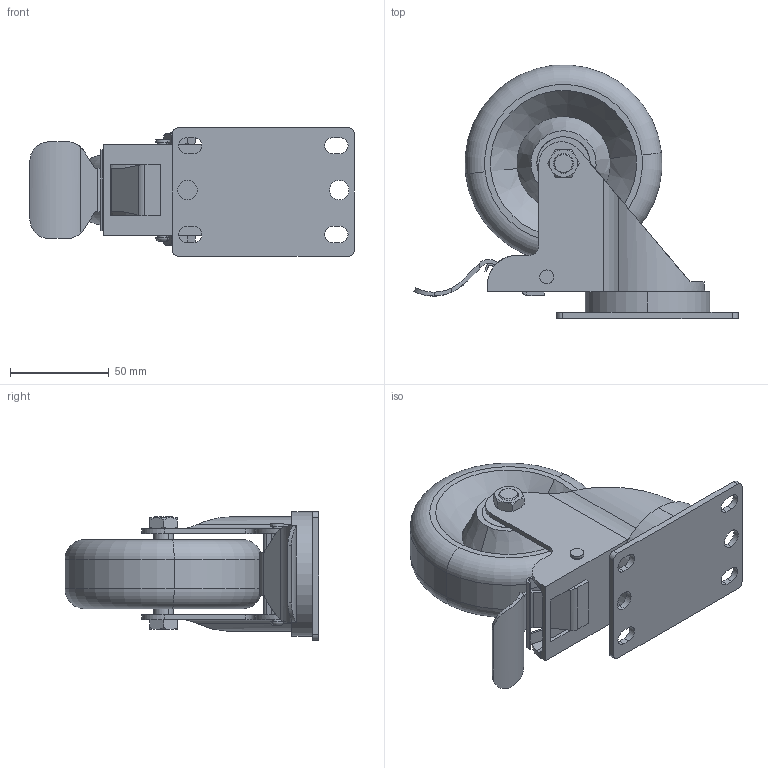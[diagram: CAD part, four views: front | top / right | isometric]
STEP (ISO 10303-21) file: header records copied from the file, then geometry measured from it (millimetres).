
FILE_DESCRIPTION (( 'STEP AP214' ), '1' );
FILE_NAME ('B360 Êîëåñî Ô100 ìì ñ ïëàòôîðìîé ñ òîðìîçîì.STEP', '2025-06-09T12:13:24', ( '' ), ( '' ), 'SwSTEP 2.0', 'SolidWorks 2025', '' );
FILE_SCHEMA (( 'AUTOMOTIVE_DESIGN' ));
Length unit declared in the file: millimetre
Products named in the file (11): B360 тормоз_2_00; B360 Вал_00; B360 внутрь колеса_00; B360 Колесо Ф100 мм с платформой с тормозом; B360 пластина_00; B360 ось_00; B360 Гайка_00; B360 колесо_01; B360 Болт_00; B360 тормоз_1_00; B360 Стойка_00
Assembly tree (10 placements, depth 2):
  B360 Колесо Ф100 мм с платформой с тормозом
    B360 пластина_00
    B360 ось_00
    B360 Стойка_00
    B360 колесо_01
    B360 внутрь колеса_00
    B360 Болт_00
    B360 Гайка_00
    B360 Вал_00
    B360 тормоз_1_00
    B360 тормоз_2_00
Bounding box: 164.33 x 128.64 x 65 mm (x, y, z)
Volume: 286588.9 mm3; surface area: 95506.3 mm2
Topology: 11 solids, 11 shells, 249 faces, 623 edges, 403 vertices
Faces by surface type: plane 108, cylinder 91, cone 32, torus 14, bspline 4
Entity records: 8319 total; most frequent: CARTESIAN_POINT 1894, DIRECTION 1308, ORIENTED_EDGE 1246, EDGE_CURVE 623, AXIS2_PLACEMENT_3D 499, VERTEX_POINT 403, VECTOR 310, LINE 310
